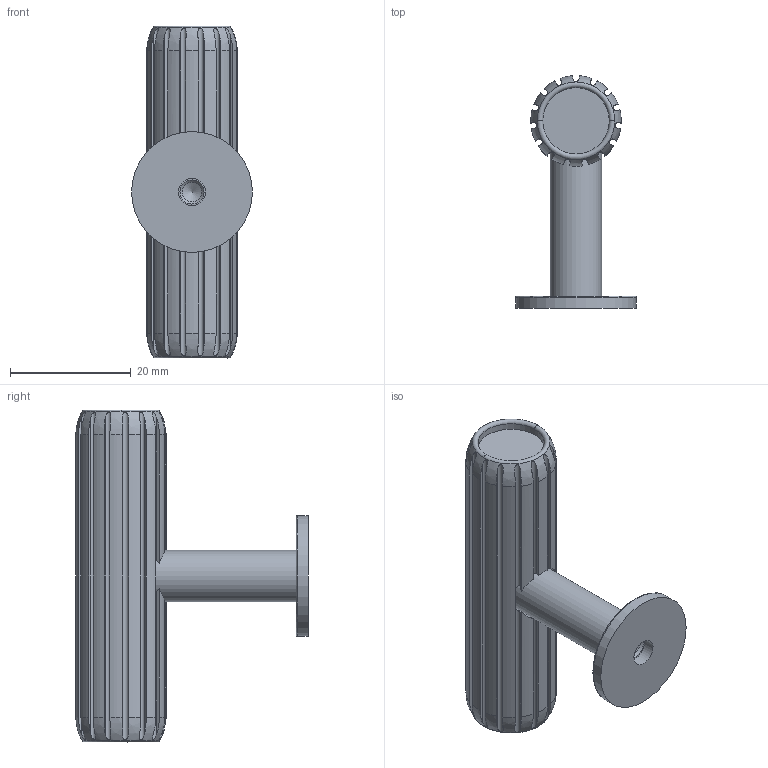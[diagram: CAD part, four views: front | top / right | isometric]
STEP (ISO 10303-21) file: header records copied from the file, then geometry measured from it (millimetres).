
FILE_DESCRIPTION(/* description */ (''),/* implementation_level */ '2;1');
FILE_NAME(/* name */ '0528_055_02.stp',/* time_stamp */ '2023-01-02T16:06:29+01:00',/* author */ ('jferrer'),/* organization */ (''),/* preprocessor_version */ 'ST-DEVELOPER v18.1',/* originating_system */ 'Autodesk Inventor 2022',/* authorisation */ '');
FILE_SCHEMA (('CONFIG_CONTROL_DESIGN'));
Length unit declared in the file: millimetre
Products named in the file (4): 0528_055_00; 0528_060_T_00; 0528_055_peu_00; 0528_055_placa_01
Assembly tree (3 placements, depth 2):
  0528_055_00
    0528_060_T_00
    0528_055_peu_00
    0528_055_placa_01
Bounding box: 20 x 38.48 x 54.99 mm (x, y, z)
Volume: 10327.4 mm3; surface area: 5967.8 mm2
Topology: 3 solids, 3 shells, 99 faces, 312 edges, 220 vertices
Faces by surface type: cylinder 44, plane 44, torus 5, cone 4, sphere 2
Full cylindrical faces by diameter (mm): 3.242 x2, 4 x1, 4.5 x1, 8.5 x1, 9 x1, 11 x2, 20 x1
Entity records: 4529 total; most frequent: CARTESIAN_POINT 1523, ORIENTED_EDGE 620, DIRECTION 577, EDGE_CURVE 310, AXIS2_PLACEMENT_3D 246, VERTEX_POINT 220, CIRCLE 126, EDGE_LOOP 104
